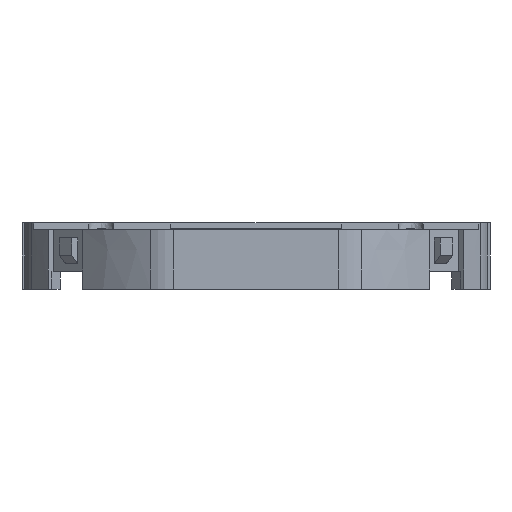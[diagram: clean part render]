
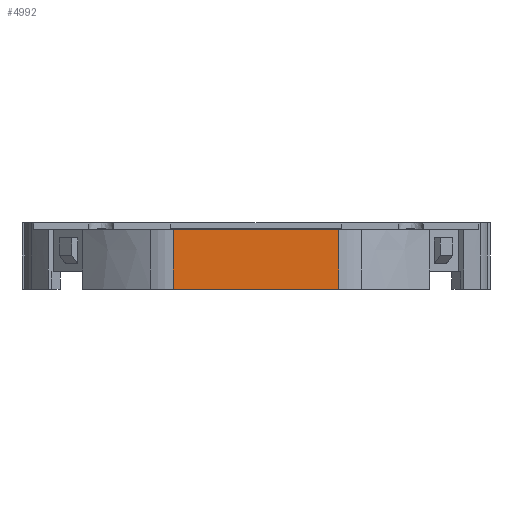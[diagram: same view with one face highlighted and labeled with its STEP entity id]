
A CAD part, front view. The second image highlights one B-rep face of the part: STEP entity #4992.
In plain terms, the highlighted free-form (B-spline) face has degree [1, 1] with [2, 2] control points.
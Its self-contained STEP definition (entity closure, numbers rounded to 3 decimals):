
#791 = VERTEX_POINT('',#792);
#792 = CARTESIAN_POINT('',(6.352,-16.276,42.761)
  );
#798 = EDGE_CURVE('',#791,#799,#801,.T.);
#799 = VERTEX_POINT('',#800);
#800 = CARTESIAN_POINT('',(6.352,-16.276,38.391)
  );
#801 = B_SPLINE_CURVE_WITH_KNOTS('',1,(#802,#803),.UNSPECIFIED.,.F.,.F.,
  (2,2),(-0.,3.45),.PIECEWISE_BEZIER_KNOTS.);
#802 = CARTESIAN_POINT('',(6.352,-16.276,42.761)
  );
#803 = CARTESIAN_POINT('',(6.352,-16.276,38.391)
  );
#3856 = EDGE_CURVE('',#799,#3857,#3859,.T.);
#3857 = VERTEX_POINT('',#3858);
#3858 = CARTESIAN_POINT('',(-5.845,-16.276,38.391
    ));
#3859 = B_SPLINE_CURVE_WITH_KNOTS('',1,(#3860,#3861),.UNSPECIFIED.,.F.,
  .F.,(2,2),(0.,9.629),.PIECEWISE_BEZIER_KNOTS.);
#3860 = CARTESIAN_POINT('',(6.352,-16.276,38.391)
  );
#3861 = CARTESIAN_POINT('',(-5.845,-16.276,38.391
    ));
#4992 = ADVANCED_FACE('',(#4993),#5009,.T.);
#4993 = FACE_BOUND('',#4994,.T.);
#4994 = EDGE_LOOP('',(#4995,#5002,#5007,#5008));
#4995 = ORIENTED_EDGE('',*,*,#4996,.F.);
#4996 = EDGE_CURVE('',#4997,#791,#4999,.T.);
#4997 = VERTEX_POINT('',#4998);
#4998 = CARTESIAN_POINT('',(-5.845,-16.276,42.761
    ));
#4999 = B_SPLINE_CURVE_WITH_KNOTS('',1,(#5000,#5001),.UNSPECIFIED.,.F.,
  .F.,(2,2),(0.,9.629),.PIECEWISE_BEZIER_KNOTS.);
#5000 = CARTESIAN_POINT('',(-5.845,-16.276,42.761
    ));
#5001 = CARTESIAN_POINT('',(6.352,-16.276,42.761)
  );
#5002 = ORIENTED_EDGE('',*,*,#5003,.T.);
#5003 = EDGE_CURVE('',#4997,#3857,#5004,.T.);
#5004 = B_SPLINE_CURVE_WITH_KNOTS('',1,(#5005,#5006),.UNSPECIFIED.,.F.,
  .F.,(2,2),(-0.,3.45),.PIECEWISE_BEZIER_KNOTS.);
#5005 = CARTESIAN_POINT('',(-5.845,-16.276,42.761
    ));
#5006 = CARTESIAN_POINT('',(-5.845,-16.276,38.391
    ));
#5007 = ORIENTED_EDGE('',*,*,#3856,.F.);
#5008 = ORIENTED_EDGE('',*,*,#798,.F.);
#5009 = B_SPLINE_SURFACE_WITH_KNOTS('',1,1,(
    (#5010,#5011)
    ,(#5012,#5013
    )),.UNSPECIFIED.,.F.,.F.,.F.,(2,2),(2,2),(-4.815,4.815),
  (-2.85,0.6),.PIECEWISE_BEZIER_KNOTS.);
#5010 = CARTESIAN_POINT('',(6.352,-16.276,42.761)
  );
#5011 = CARTESIAN_POINT('',(6.352,-16.276,38.391)
  );
#5012 = CARTESIAN_POINT('',(-5.845,-16.276,42.761
    ));
#5013 = CARTESIAN_POINT('',(-5.845,-16.276,38.391
    ));
